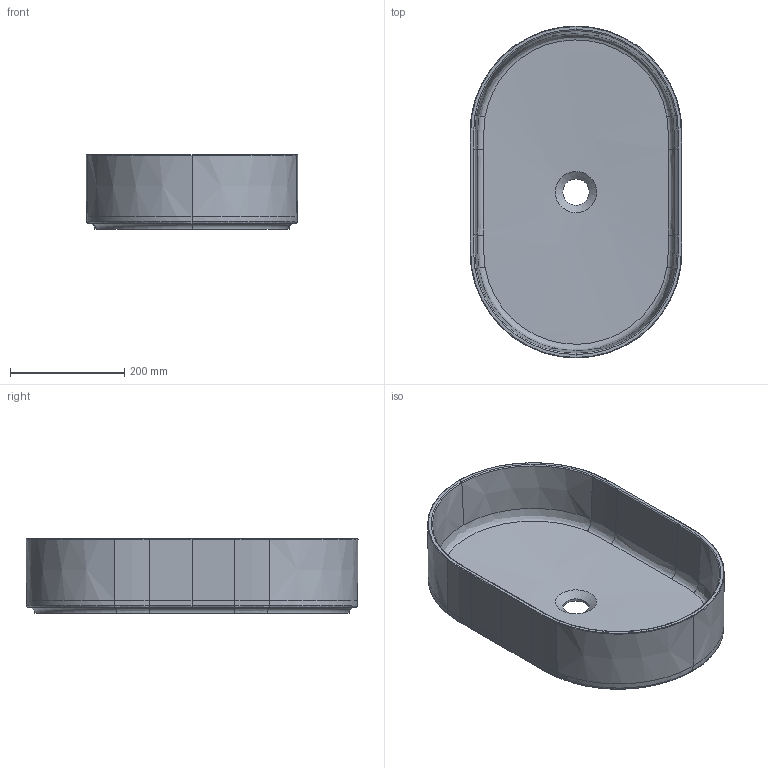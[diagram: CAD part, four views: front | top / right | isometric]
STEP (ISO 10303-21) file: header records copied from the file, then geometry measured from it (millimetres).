
FILE_DESCRIPTION(/* description */ (''),/* implementation_level */ '2;1');
FILE_NAME(/* name */ '21-028_M08323A_NICOS_LAVABO OVALE.stp',/* time_stamp */ '2021-11-08T13:42:41+01:00',/* author */ (''),/* organization */ (''),/* preprocessor_version */ 'ST-DEVELOPER v16.7',/* originating_system */ 'SIEMENS PLM Software NX 1919',/* authorisation */ '');
FILE_SCHEMA (('AUTOMOTIVE_DESIGN { 1 0 10303 214 3 1 1 1 }'));
Length unit declared in the file: millimetre
Products named in the file (1): carl77881382j98o
Bounding box: 369.99 x 579.98 x 130 mm (x, y, z)
Volume: 4159191.7 mm3; surface area: 718807.8 mm2
Topology: 1 solids, 1 shells, 135 faces, 313 edges, 180 vertices
Faces by surface type: bspline 75, plane 20, cone 19, torus 12, cylinder 9
Full cylindrical faces by diameter (mm): 10 x2, 46.029 x1
Entity records: 8518 total; most frequent: CARTESIAN_POINT 6061, ORIENTED_EDGE 612, DIRECTION 332, EDGE_CURVE 306, VERTEX_POINT 182, B_SPLINE_CURVE_WITH_KNOTS 153, EDGE_LOOP 146, AXIS2_PLACEMENT_3D 138
